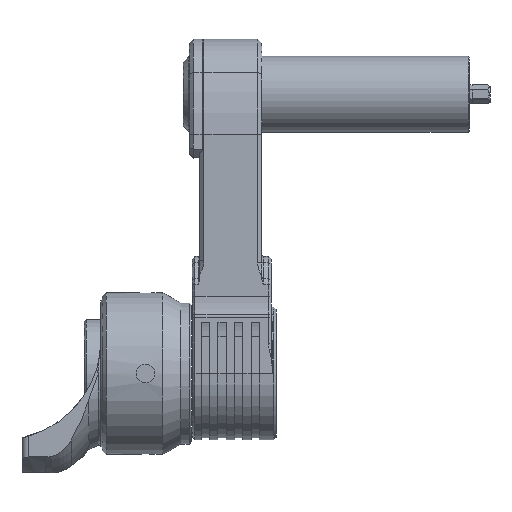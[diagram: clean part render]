
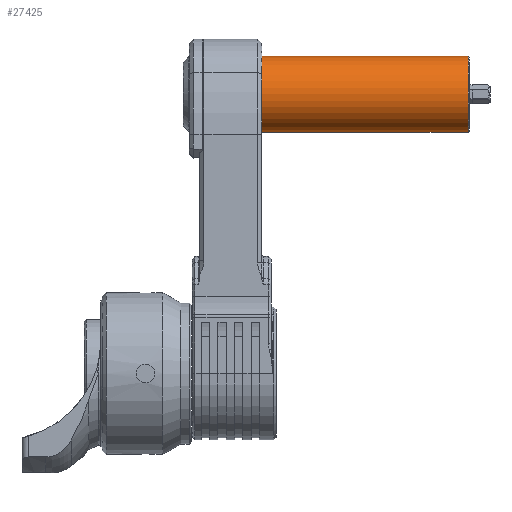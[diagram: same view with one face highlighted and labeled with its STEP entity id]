
A CAD part, left-side view. The second image highlights one B-rep face of the part: STEP entity #27425.
In plain terms, the highlighted cylindrical face has radius 9.2 mm (diameter 18.4 mm), a partial arc.
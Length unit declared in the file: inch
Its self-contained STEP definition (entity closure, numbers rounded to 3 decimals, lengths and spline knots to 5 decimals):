
#7531=DIRECTION('',(0.,1.,0.));
#7532=VECTOR('',#7531,1.95669);
#7533=CARTESIAN_POINT('',(0.,-2.25197,
0.3622));
#7534=LINE('',#7533,#7532);
#7535=CARTESIAN_POINT('',(0.,-2.25197,0.));
#7536=DIRECTION('',(0.,1.,0.));
#7537=DIRECTION('',(0.,0.,-1.));
#7538=AXIS2_PLACEMENT_3D('',#7535,#7536,#7537);
#7540=DIRECTION('',(0.,1.,0.));
#7541=VECTOR('',#7540,1.95669);
#7542=CARTESIAN_POINT('',(0.,-2.25197,
-0.3622));
#7543=LINE('',#7542,#7541);
#7663=CARTESIAN_POINT('',(0.,-0.29528,0.));
#7664=DIRECTION('',(0.,-1.,0.));
#7665=DIRECTION('',(0.,0.,1.));
#7666=AXIS2_PLACEMENT_3D('',#7663,#7664,#7665);
#24123=CARTESIAN_POINT('',(0.,-2.25197,-0.3622));
#24124=CARTESIAN_POINT('',(0.,-2.25197,0.3622));
#24125=VERTEX_POINT('',#24123);
#24126=VERTEX_POINT('',#24124);
#24131=CARTESIAN_POINT('',(0.,-0.29528,-0.3622));
#24132=CARTESIAN_POINT('',(0.,-0.29528,0.3622));
#24133=VERTEX_POINT('',#24131);
#24134=VERTEX_POINT('',#24132);
#27411=CARTESIAN_POINT('',(0.,-0.19685,0.));
#27412=DIRECTION('',(0.,-1.,0.));
#27413=DIRECTION('',(0.,0.,1.));
#27414=AXIS2_PLACEMENT_3D('',#27411,#27412,#27413);
#27415=CYLINDRICAL_SURFACE('',#27414,0.3622);
#27417=ORIENTED_EDGE('',*,*,#27416,.F.);
#27419=ORIENTED_EDGE('',*,*,#27418,.F.);
#27420=ORIENTED_EDGE('',*,*,#27401,.F.);
#27422=ORIENTED_EDGE('',*,*,#27421,.T.);
#27423=EDGE_LOOP('',(#27417,#27419,#27420,#27422));
#27424=FACE_OUTER_BOUND('',#27423,.F.);
#27425=ADVANCED_FACE('',(#27424),#27415,.T.);
#7539=CIRCLE('',#7538,0.3622);
#7667=CIRCLE('',#7666,0.3622);
#27401=EDGE_CURVE('',#24125,#24126,#7539,.T.);
#27416=EDGE_CURVE('',#24134,#24133,#7667,.T.);
#27418=EDGE_CURVE('',#24126,#24134,#7534,.T.);
#27421=EDGE_CURVE('',#24125,#24133,#7543,.T.);
